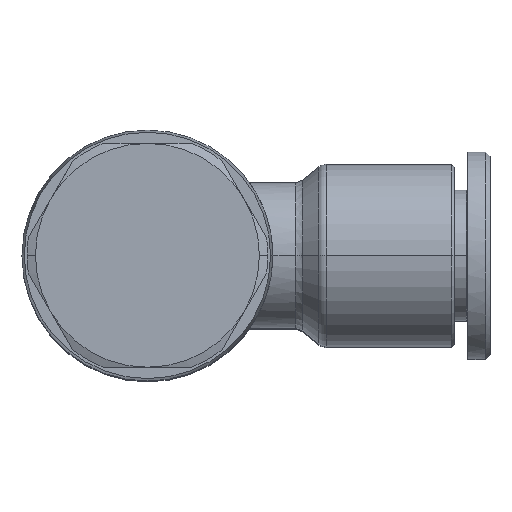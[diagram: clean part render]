
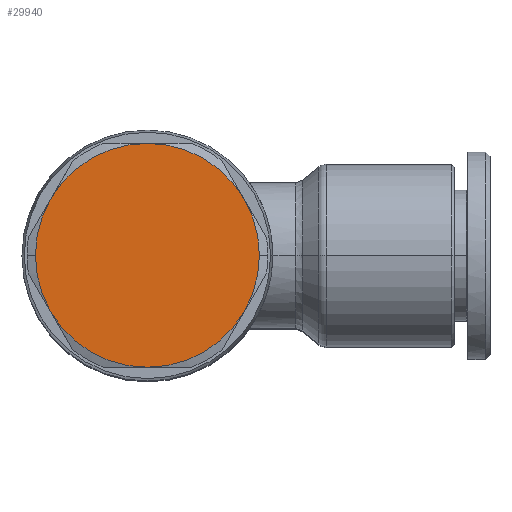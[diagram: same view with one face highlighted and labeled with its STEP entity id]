
A CAD part, top view. The second image highlights one B-rep face of the part: STEP entity #29940.
In plain terms, the highlighted planar face has unit normal (0, 0, 1).
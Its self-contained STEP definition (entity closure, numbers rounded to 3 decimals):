
#1124=CARTESIAN_POINT('',(-3.4,0.,14.5));
#1125=VERTEX_POINT('',#1124);
#1134=CARTESIAN_POINT('',(-2.06,5.,14.5));
#1135=VERTEX_POINT('',#1134);
#1136=CARTESIAN_POINT('',(6.6,0.,14.5));
#1137=DIRECTION('',(0.0,0.0,1.0));
#1138=DIRECTION('',(1.0,0.0,0.0));
#1139=AXIS2_PLACEMENT_3D('',#1136,#1137,#1138);
#1140=CIRCLE('',#1139,10.);
#1141=EDGE_CURVE('',#1135,#1125,#1140,.T.);
#1175=CARTESIAN_POINT('',(16.6,0.,14.5));
#1176=VERTEX_POINT('',#1175);
#1192=CARTESIAN_POINT('',(15.26,5.,14.5));
#1193=VERTEX_POINT('',#1192);
#1207=CARTESIAN_POINT('',(6.6,0.,14.5));
#1208=DIRECTION('',(0.0,0.0,1.0));
#1209=DIRECTION('',(1.0,0.0,0.0));
#1210=AXIS2_PLACEMENT_3D('',#1207,#1208,#1209);
#1211=CIRCLE('',#1210,10.);
#1212=EDGE_CURVE('',#1176,#1193,#1211,.T.);
#29587=CARTESIAN_POINT('',(15.26,-5.,14.5));
#29588=VERTEX_POINT('',#29587);
#29631=CARTESIAN_POINT('',(6.6,-10.,14.5));
#29632=VERTEX_POINT('',#29631);
#29675=CARTESIAN_POINT('',(-2.06,-5.,14.5));
#29676=VERTEX_POINT('',#29675);
#29749=CARTESIAN_POINT('',(6.6,10.,14.5));
#29750=VERTEX_POINT('',#29749);
#29793=CARTESIAN_POINT('',(6.6,0.,14.5));
#29794=DIRECTION('',(0.0,0.0,1.0));
#29795=DIRECTION('',(1.0,0.0,0.0));
#29796=AXIS2_PLACEMENT_3D('',#29793,#29794,#29795);
#29797=CIRCLE('',#29796,10.);
#29798=EDGE_CURVE('',#29588,#1176,#29797,.T.);
#29812=CARTESIAN_POINT('',(6.6,0.,14.5));
#29813=DIRECTION('',(0.0,0.0,1.0));
#29814=DIRECTION('',(1.0,0.0,0.0));
#29815=AXIS2_PLACEMENT_3D('',#29812,#29813,#29814);
#29816=CIRCLE('',#29815,10.);
#29817=EDGE_CURVE('',#29632,#29588,#29816,.T.);
#29830=CARTESIAN_POINT('',(6.6,0.,14.5));
#29831=DIRECTION('',(0.0,0.0,1.0));
#29832=DIRECTION('',(1.0,0.0,0.0));
#29833=AXIS2_PLACEMENT_3D('',#29830,#29831,#29832);
#29834=CIRCLE('',#29833,10.);
#29835=EDGE_CURVE('',#29676,#29632,#29834,.T.);
#29849=CARTESIAN_POINT('',(6.6,0.,14.5));
#29850=DIRECTION('',(0.0,0.0,1.0));
#29851=DIRECTION('',(1.0,0.0,0.0));
#29852=AXIS2_PLACEMENT_3D('',#29849,#29850,#29851);
#29853=CIRCLE('',#29852,10.);
#29854=EDGE_CURVE('',#1125,#29676,#29853,.T.);
#29866=CARTESIAN_POINT('',(6.6,0.,14.5));
#29867=DIRECTION('',(0.0,0.0,1.0));
#29868=DIRECTION('',(1.0,0.0,0.0));
#29869=AXIS2_PLACEMENT_3D('',#29866,#29867,#29868);
#29870=CIRCLE('',#29869,10.);
#29871=EDGE_CURVE('',#29750,#1135,#29870,.T.);
#29884=CARTESIAN_POINT('',(6.6,0.,14.5));
#29885=DIRECTION('',(0.0,0.0,1.0));
#29886=DIRECTION('',(1.0,0.0,0.0));
#29887=AXIS2_PLACEMENT_3D('',#29884,#29885,#29886);
#29888=CIRCLE('',#29887,10.);
#29889=EDGE_CURVE('',#1193,#29750,#29888,.T.);
#29925=CARTESIAN_POINT('',(6.6,0.,14.5));
#29926=DIRECTION('',(0.0,0.0,1.0));
#29927=DIRECTION('',(1.0,0.0,0.0));
#29928=AXIS2_PLACEMENT_3D('',#29925,#29926,#29927);
#29929=PLANE('',#29928);
#29930=ORIENTED_EDGE('',*,*,#29889,.T.);
#29931=ORIENTED_EDGE('',*,*,#29871,.T.);
#29932=ORIENTED_EDGE('',*,*,#1141,.T.);
#29933=ORIENTED_EDGE('',*,*,#29854,.T.);
#29934=ORIENTED_EDGE('',*,*,#29835,.T.);
#29935=ORIENTED_EDGE('',*,*,#29817,.T.);
#29936=ORIENTED_EDGE('',*,*,#29798,.T.);
#29937=ORIENTED_EDGE('',*,*,#1212,.T.);
#29938=EDGE_LOOP('',(#29930,#29931,#29932,#29933,#29934,#29935,#29936,#29937));
#29939=FACE_OUTER_BOUND('',#29938,.T.);
#29940=ADVANCED_FACE('',(#29939),#29929,.T.);
